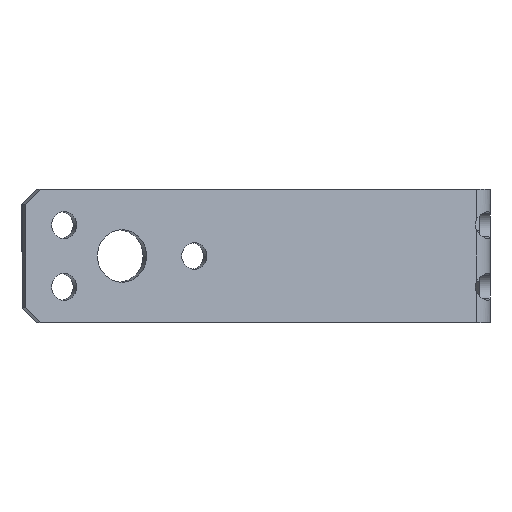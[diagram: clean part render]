
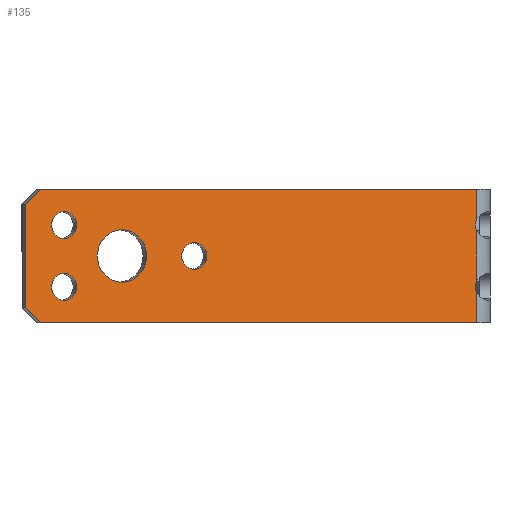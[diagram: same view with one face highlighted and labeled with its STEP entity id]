
A CAD part, left-side view. The second image highlights one B-rep face of the part: STEP entity #135.
In plain terms, the highlighted planar face has unit normal (-0.938, -0.348, 0).
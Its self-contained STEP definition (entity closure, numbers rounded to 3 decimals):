
#13 = CARTESIAN_POINT ( 'NONE',  ( -48.957, 87.492, 13. ) ) ;
#21 = LINE ( 'NONE', #784, #831 ) ;
#30 = EDGE_CURVE ( 'NONE', #2022, #844, #3202, .T. ) ;
#73 = CARTESIAN_POINT ( 'NONE',  ( -50., 90.304, 10. ) ) ;
#80 = EDGE_CURVE ( 'NONE', #408, #408, #2356, .T. ) ;
#122 = CARTESIAN_POINT ( 'NONE',  ( -47.218, 82.804, 6. ) ) ;
#135 = ADVANCED_FACE ( 'NONE', ( #957, #145, #1570, #2950, #2177 ), #3029, .F. ) ;
#145 = FACE_BOUND ( 'NONE', #982, .T. ) ;
#182 = EDGE_CURVE ( 'NONE', #844, #900, #1478, .T. ) ;
#250 = DIRECTION ( 'NONE',  ( 0., 0., 1. ) ) ;
#258 = EDGE_CURVE ( 'NONE', #1470, #2325, #1322, .T. ) ;
#285 = AXIS2_PLACEMENT_3D ( 'NONE', #2384, #818, #2652 ) ;
#305 = LINE ( 'NONE', #582, #941 ) ;
#384 = ORIENTED_EDGE ( 'NONE', *, *, #1357, .F. ) ;
#393 = DIRECTION ( 'NONE',  ( 0.348, -0.938, 0. ) ) ;
#401 = CARTESIAN_POINT ( 'NONE',  ( -38.731, 59.927, 0. ) ) ;
#402 = DIRECTION ( 'NONE',  ( 0.938, 0.348, 0. ) ) ;
#408 = VERTEX_POINT ( 'NONE', #401 ) ;
#415 = CARTESIAN_POINT ( 'NONE',  ( -17.468, 2.609, -13. ) ) ;
#530 = VERTEX_POINT ( 'NONE', #2581 ) ;
#539 = EDGE_LOOP ( 'NONE', ( #2836 ) ) ;
#560 = LINE ( 'NONE', #2107, #1269 ) ;
#576 = ORIENTED_EDGE ( 'NONE', *, *, #258, .F. ) ;
#582 = CARTESIAN_POINT ( 'NONE',  ( -50., 90.304, 13. ) ) ;
#660 = CARTESIAN_POINT ( 'NONE',  ( -16.5, 0., 13. ) ) ;
#724 = DIRECTION ( 'NONE',  ( -0.938, -0.348, 0. ) ) ;
#741 = ORIENTED_EDGE ( 'NONE', *, *, #907, .T. ) ;
#755 = EDGE_CURVE ( 'NONE', #2527, #2325, #560, .T. ) ;
#756 = ORIENTED_EDGE ( 'NONE', *, *, #30, .T. ) ;
#784 = CARTESIAN_POINT ( 'NONE',  ( -17.468, 2.609, -13. ) ) ;
#806 = EDGE_CURVE ( 'NONE', #3118, #1587, #3351, .T. ) ;
#818 = DIRECTION ( 'NONE',  ( -0.938, -0.348, 0. ) ) ;
#822 = CARTESIAN_POINT ( 'NONE',  ( -17.468, 2.609, 4.918 ) ) ;
#829 = AXIS2_PLACEMENT_3D ( 'NONE', #1996, #402, #2257 ) ;
#831 = VECTOR ( 'NONE', #1835, 1000. ) ;
#844 = VERTEX_POINT ( 'NONE', #1877 ) ;
#863 = CARTESIAN_POINT ( 'NONE',  ( -17.468, 2.609, -7.082 ) ) ;
#900 = VERTEX_POINT ( 'NONE', #863 ) ;
#907 = EDGE_CURVE ( 'NONE', #1587, #530, #305, .T. ) ;
#941 = VECTOR ( 'NONE', #3209, 1000. ) ;
#957 = FACE_BOUND ( 'NONE', #539, .T. ) ;
#971 = CIRCLE ( 'NONE', #285, 2.6 ) ;
#982 = EDGE_LOOP ( 'NONE', ( #2537 ) ) ;
#1013 = EDGE_LOOP ( 'NONE', ( #2099, #2335, #1090, #576, #2063, #384, #1643, #741, #1228, #756 ) ) ;
#1036 = AXIS2_PLACEMENT_3D ( 'NONE', #122, #1981, #393 ) ;
#1057 = ORIENTED_EDGE ( 'NONE', *, *, #3337, .T. ) ;
#1090 = ORIENTED_EDGE ( 'NONE', *, *, #755, .T. ) ;
#1127 = CARTESIAN_POINT ( 'NONE',  ( -37.827, 57.49, 0. ) ) ;
#1151 = CARTESIAN_POINT ( 'NONE',  ( -16.5, 0., -13. ) ) ;
#1199 = DIRECTION ( 'NONE',  ( 0.938, 0.348, 0. ) ) ;
#1228 = ORIENTED_EDGE ( 'NONE', *, *, #1237, .T. ) ;
#1237 = EDGE_CURVE ( 'NONE', #530, #2022, #2608, .T. ) ;
#1269 = VECTOR ( 'NONE', #250, 1000. ) ;
#1318 = CARTESIAN_POINT ( 'NONE',  ( -50., 90.304, -10. ) ) ;
#1322 = CIRCLE ( 'NONE', #1874, 2.6 ) ;
#1357 = EDGE_CURVE ( 'NONE', #3118, #2906, #2513, .T. ) ;
#1394 = DIRECTION ( 'NONE',  ( -0.348, 0.938, 0. ) ) ;
#1434 = VECTOR ( 'NONE', #2885, 1000. ) ;
#1447 = CARTESIAN_POINT ( 'NONE',  ( -47.218, 82.804, -6. ) ) ;
#1458 = CARTESIAN_POINT ( 'NONE',  ( -48.957, 87.492, -13. ) ) ;
#1470 = VERTEX_POINT ( 'NONE', #2944 ) ;
#1478 = LINE ( 'NONE', #415, #2110 ) ;
#1570 = FACE_OUTER_BOUND ( 'NONE', #1013, .T. ) ;
#1587 = VERTEX_POINT ( 'NONE', #73 ) ;
#1591 = AXIS2_PLACEMENT_3D ( 'NONE', #2765, #1199, #3020 ) ;
#1643 = ORIENTED_EDGE ( 'NONE', *, *, #806, .T. ) ;
#1706 = DIRECTION ( 'NONE',  ( -0.348, 0.938, 0. ) ) ;
#1835 = DIRECTION ( 'NONE',  ( 0., 0., 1. ) ) ;
#1845 = EDGE_CURVE ( 'NONE', #1470, #2906, #21, .T. ) ;
#1874 = AXIS2_PLACEMENT_3D ( 'NONE', #2293, #724, #2569 ) ;
#1877 = CARTESIAN_POINT ( 'NONE',  ( -17.468, 2.609, -13. ) ) ;
#1892 = VECTOR ( 'NONE', #2722, 1000. ) ;
#1964 = CIRCLE ( 'NONE', #1036, 2.6 ) ;
#1980 = EDGE_CURVE ( 'NONE', #3213, #3213, #1964, .T. ) ;
#1981 = DIRECTION ( 'NONE',  ( 0.938, 0.348, 0. ) ) ;
#1996 = CARTESIAN_POINT ( 'NONE',  ( -16.5, 0., 13. ) ) ;
#2022 = VERTEX_POINT ( 'NONE', #1458 ) ;
#2045 = CARTESIAN_POINT ( 'NONE',  ( -46.313, 80.366, 6. ) ) ;
#2063 = ORIENTED_EDGE ( 'NONE', *, *, #1845, .T. ) ;
#2090 = CIRCLE ( 'NONE', #1591, 5.1 ) ;
#2099 = ORIENTED_EDGE ( 'NONE', *, *, #182, .T. ) ;
#2107 = CARTESIAN_POINT ( 'NONE',  ( -17.468, 2.609, -13. ) ) ;
#2110 = VECTOR ( 'NONE', #3304, 1000. ) ;
#2164 = CARTESIAN_POINT ( 'NONE',  ( -17.468, 2.609, 13. ) ) ;
#2177 = FACE_BOUND ( 'NONE', #2820, .T. ) ;
#2257 = DIRECTION ( 'NONE',  ( -0.348, 0.938, 0. ) ) ;
#2293 = CARTESIAN_POINT ( 'NONE',  ( -16.645, 0.392, 6. ) ) ;
#2320 = CARTESIAN_POINT ( 'NONE',  ( -48.122, 85.242, -6. ) ) ;
#2325 = VERTEX_POINT ( 'NONE', #822 ) ;
#2335 = ORIENTED_EDGE ( 'NONE', *, *, #2717, .F. ) ;
#2356 = CIRCLE ( 'NONE', #3165, 2.6 ) ;
#2384 = CARTESIAN_POINT ( 'NONE',  ( -16.645, 0.392, -6. ) ) ;
#2397 = DIRECTION ( 'NONE',  ( -0.246, 0.663, -0.707 ) ) ;
#2427 = VECTOR ( 'NONE', #3009, 1000. ) ;
#2438 = CIRCLE ( 'NONE', #2908, 2.6 ) ;
#2513 = LINE ( 'NONE', #660, #2427 ) ;
#2517 = EDGE_CURVE ( 'NONE', #3051, #3051, #2090, .T. ) ;
#2527 = VERTEX_POINT ( 'NONE', #3286 ) ;
#2537 = ORIENTED_EDGE ( 'NONE', *, *, #2517, .T. ) ;
#2560 = CARTESIAN_POINT ( 'NONE',  ( -48.957, 87.492, 13. ) ) ;
#2569 = DIRECTION ( 'NONE',  ( 0.348, -0.938, 0. ) ) ;
#2581 = CARTESIAN_POINT ( 'NONE',  ( -50., 90.304, -10. ) ) ;
#2592 = VECTOR ( 'NONE', #2397, 1000. ) ;
#2608 = LINE ( 'NONE', #1318, #1434 ) ;
#2652 = DIRECTION ( 'NONE',  ( -0.348, 0.938, 0. ) ) ;
#2670 = EDGE_LOOP ( 'NONE', ( #1057 ) ) ;
#2717 = EDGE_CURVE ( 'NONE', #2527, #900, #971, .T. ) ;
#2722 = DIRECTION ( 'NONE',  ( 0.348, -0.938, 0. ) ) ;
#2765 = CARTESIAN_POINT ( 'NONE',  ( -43.044, 71.553, 0. ) ) ;
#2820 = EDGE_LOOP ( 'NONE', ( #2852 ) ) ;
#2836 = ORIENTED_EDGE ( 'NONE', *, *, #80, .T. ) ;
#2852 = ORIENTED_EDGE ( 'NONE', *, *, #1980, .T. ) ;
#2885 = DIRECTION ( 'NONE',  ( 0.246, -0.663, -0.707 ) ) ;
#2906 = VERTEX_POINT ( 'NONE', #2164 ) ;
#2908 = AXIS2_PLACEMENT_3D ( 'NONE', #1447, #3278, #1706 ) ;
#2944 = CARTESIAN_POINT ( 'NONE',  ( -17.468, 2.609, 7.082 ) ) ;
#2950 = FACE_BOUND ( 'NONE', #2670, .T. ) ;
#2955 = DIRECTION ( 'NONE',  ( 0.938, 0.348, 0. ) ) ;
#2964 = VERTEX_POINT ( 'NONE', #2320 ) ;
#3009 = DIRECTION ( 'NONE',  ( 0.348, -0.938, 0. ) ) ;
#3020 = DIRECTION ( 'NONE',  ( -0.348, 0.938, 0. ) ) ;
#3029 = PLANE ( 'NONE',  #829 ) ;
#3051 = VERTEX_POINT ( 'NONE', #3353 ) ;
#3118 = VERTEX_POINT ( 'NONE', #2560 ) ;
#3165 = AXIS2_PLACEMENT_3D ( 'NONE', #1127, #2955, #1394 ) ;
#3202 = LINE ( 'NONE', #1151, #1892 ) ;
#3209 = DIRECTION ( 'NONE',  ( 0., 0., -1. ) ) ;
#3213 = VERTEX_POINT ( 'NONE', #2045 ) ;
#3278 = DIRECTION ( 'NONE',  ( 0.938, 0.348, 0. ) ) ;
#3286 = CARTESIAN_POINT ( 'NONE',  ( -17.468, 2.609, -4.918 ) ) ;
#3304 = DIRECTION ( 'NONE',  ( 0., 0., 1. ) ) ;
#3337 = EDGE_CURVE ( 'NONE', #2964, #2964, #2438, .T. ) ;
#3351 = LINE ( 'NONE', #13, #2592 ) ;
#3353 = CARTESIAN_POINT ( 'NONE',  ( -44.818, 76.335, 0. ) ) ;
